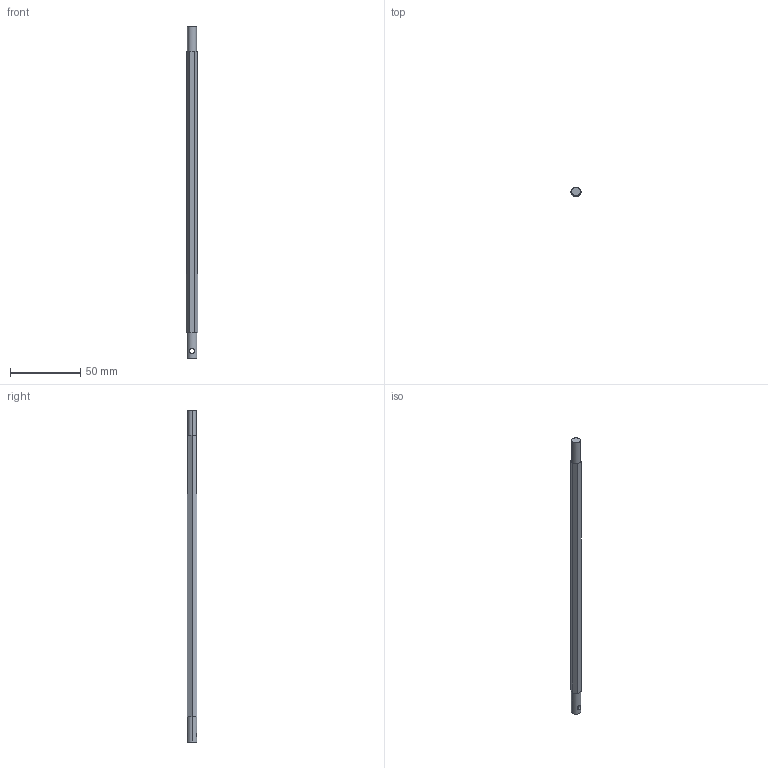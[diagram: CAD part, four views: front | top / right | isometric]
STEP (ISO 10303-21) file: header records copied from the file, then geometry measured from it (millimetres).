
FILE_DESCRIPTION (( 'STEP AP214' ), '1' );
FILE_NAME ('MirrorDetailed_Wing_2_noerror_AILERON_rod.STEP', '2025-04-02T19:15:41', ( '' ), ( '' ), 'SwSTEP 2.0', 'SolidWorks 2022', '' );
FILE_SCHEMA (( 'AUTOMOTIVE_DESIGN' ));
Length unit declared in the file: millimetre
Products named in the file (1): MirrorDetailed_Wing_2_noerror_AILERON_rod
Bounding box: 7.97 x 6.9 x 235.9 mm (x, y, z)
Volume: 8756.6 mm3; surface area: 5554.8 mm2
Topology: 1 solids, 1 shells, 31 faces, 72 edges, 44 vertices
Faces by surface type: plane 21, cylinder 10
Entity records: 1144 total; most frequent: CARTESIAN_POINT 440, ORIENTED_EDGE 144, DIRECTION 128, EDGE_CURVE 72, AXIS2_PLACEMENT_3D 56, VERTEX_POINT 44, EDGE_LOOP 36, B_SPLINE_CURVE_WITH_KNOTS 32
